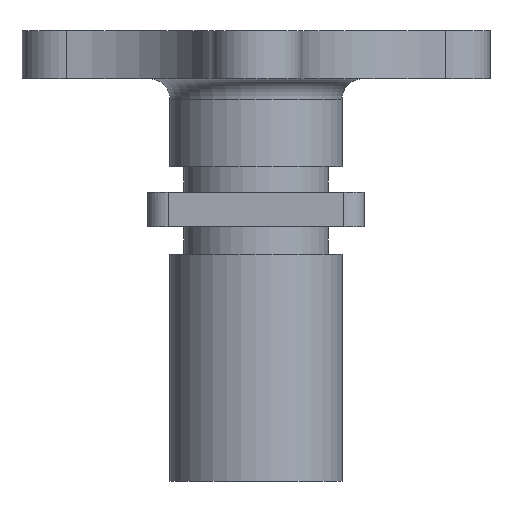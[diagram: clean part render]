
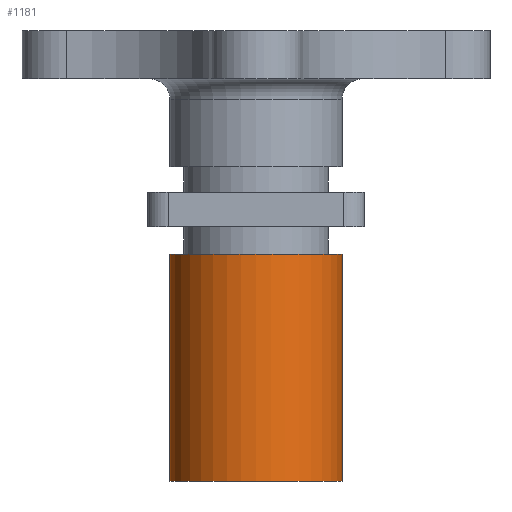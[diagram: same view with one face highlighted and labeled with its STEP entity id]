
A CAD part, front view. The second image highlights one B-rep face of the part: STEP entity #1181.
In plain terms, the highlighted cylindrical face has radius 25 mm (diameter 50 mm), a partial arc.
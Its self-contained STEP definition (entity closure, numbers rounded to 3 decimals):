
#93 = LINE ( 'NONE', #1061, #460 ) ;
#190 = DIRECTION ( 'NONE',  ( 1., 0., 0. ) ) ;
#233 = DIRECTION ( 'NONE',  ( 0., 0., -1. ) ) ;
#243 = AXIS2_PLACEMENT_3D ( 'NONE', #490, #1313, #622 ) ;
#308 = DIRECTION ( 'NONE',  ( 0., 0., 1. ) ) ;
#421 = CARTESIAN_POINT ( 'NONE',  ( 25., 0., 0. ) ) ;
#450 = CIRCLE ( 'NONE', #243, 25. ) ;
#460 = VECTOR ( 'NONE', #233, 1000. ) ;
#490 = CARTESIAN_POINT ( 'NONE',  ( 0., 0., 66. ) ) ;
#500 = AXIS2_PLACEMENT_3D ( 'NONE', #1699, #1800, #837 ) ;
#575 = VERTEX_POINT ( 'NONE', #1794 ) ;
#605 = ORIENTED_EDGE ( 'NONE', *, *, #659, .T. ) ;
#622 = DIRECTION ( 'NONE',  ( -1., 0., 0. ) ) ;
#658 = ORIENTED_EDGE ( 'NONE', *, *, #1797, .T. ) ;
#659 = EDGE_CURVE ( 'NONE', #575, #1330, #1496, .T. ) ;
#735 = CYLINDRICAL_SURFACE ( 'NONE', #500, 25. ) ;
#776 = AXIS2_PLACEMENT_3D ( 'NONE', #1722, #308, #190 ) ;
#837 = DIRECTION ( 'NONE',  ( -1., 0., 0. ) ) ;
#843 = VERTEX_POINT ( 'NONE', #1539 ) ;
#896 = CARTESIAN_POINT ( 'NONE',  ( -25., 0., 0. ) ) ;
#1061 = CARTESIAN_POINT ( 'NONE',  ( 25., 0., 117. ) ) ;
#1080 = DIRECTION ( 'NONE',  ( 0., 0., -1. ) ) ;
#1089 = CARTESIAN_POINT ( 'NONE',  ( -25., 0., 117. ) ) ;
#1119 = EDGE_CURVE ( 'NONE', #843, #1422, #93, .T. ) ;
#1144 = EDGE_LOOP ( 'NONE', ( #1219, #658, #605, #1333 ) ) ;
#1181 = ADVANCED_FACE ( 'NONE', ( #1816 ), #735, .T. ) ;
#1219 = ORIENTED_EDGE ( 'NONE', *, *, #1119, .F. ) ;
#1313 = DIRECTION ( 'NONE',  ( 0., 0., -1. ) ) ;
#1330 = VERTEX_POINT ( 'NONE', #896 ) ;
#1333 = ORIENTED_EDGE ( 'NONE', *, *, #1786, .T. ) ;
#1422 = VERTEX_POINT ( 'NONE', #421 ) ;
#1449 = CIRCLE ( 'NONE', #776, 25. ) ;
#1496 = LINE ( 'NONE', #1089, #1803 ) ;
#1539 = CARTESIAN_POINT ( 'NONE',  ( 25., 0., 66. ) ) ;
#1699 = CARTESIAN_POINT ( 'NONE',  ( 0., 0., 117. ) ) ;
#1722 = CARTESIAN_POINT ( 'NONE',  ( 0., 0., 0. ) ) ;
#1786 = EDGE_CURVE ( 'NONE', #1330, #1422, #1449, .T. ) ;
#1794 = CARTESIAN_POINT ( 'NONE',  ( -25., 0., 66. ) ) ;
#1797 = EDGE_CURVE ( 'NONE', #843, #575, #450, .T. ) ;
#1800 = DIRECTION ( 'NONE',  ( 0., 0., -1. ) ) ;
#1803 = VECTOR ( 'NONE', #1080, 1000. ) ;
#1816 = FACE_OUTER_BOUND ( 'NONE', #1144, .T. ) ;
